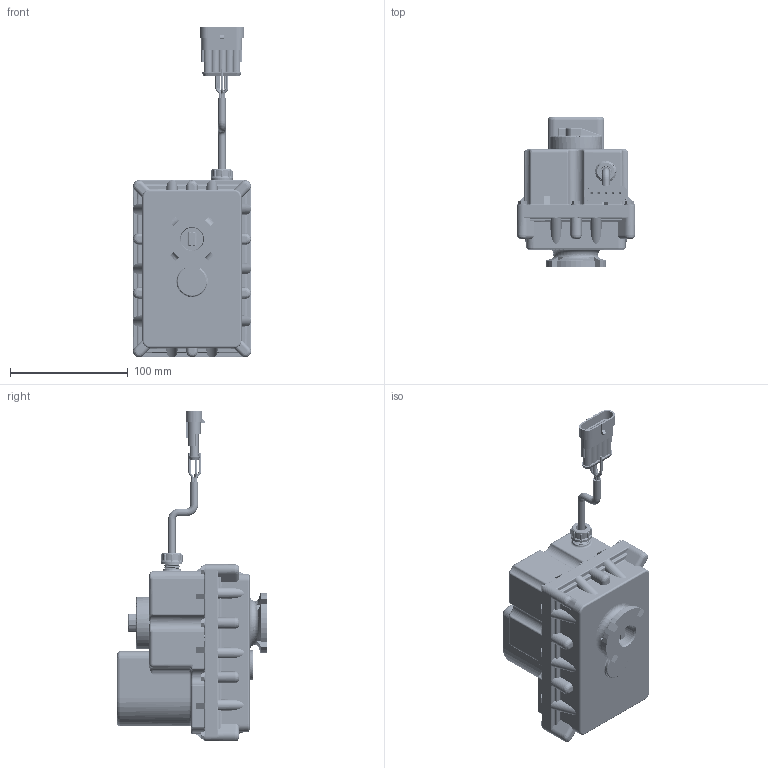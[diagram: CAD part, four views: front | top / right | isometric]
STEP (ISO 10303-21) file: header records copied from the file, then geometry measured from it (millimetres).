
FILE_DESCRIPTION(/* description */ ('EV ACTUATOR ASSEMBLY,1.25 SEC, 5 WIRE'),/* implementation_level */ '2;1');
FILE_NAME(/* name */ 'EV4309.stp',/* time_stamp */ '2023-05-19T12:38:35-04:00',/* author */ ('bgilbert'),/* organization */ (''),/* preprocessor_version */ 'ST-DEVELOPER v18.1',/* originating_system */ 'Autodesk Inventor 2022',/* authorisation */ '');
FILE_SCHEMA (('AUTOMOTIVE_DESIGN { 1 0 10303 214 3 1 1 }'));
Products named in the file (27): EV4309; MEV25101B; MEV25102D; MEV25102DX; VEL1004; VEL1005; VE49879; VE4987X; VE4987X_1; CAM; VE129A; Switch; Wire_5; 94639A199; VE15220; MVE107; VE107B; VE107B_1; F10E; VE109E; A162; MVE007; MVE002; A161; VE033; VE027; VE026
Assembly tree (46 placements, depth 4):
  EV4309
    MEV25101B
    MEV25102D
      MEV25102DX
      VEL1004
      VEL1005
    VE49879
      VE4987X
        VE4987X_1
        CAM  x2
      VE129A
        Switch  x2
        Wire_5
      94639A199  x2
    VE15220  x10
    MVE107
    VE107B
      VE107B_1
    F10E
    VE109E
    A162
    MVE007
    MVE002
    A161
    VE033
    VE027  x5
    VE026  x5
Bounding box: 100.33 x 128.4 x 281.39 mm (x, y, z)
Volume: 667397.4 mm3; surface area: 252719.3 mm2
Topology: 42 solids, 42 shells, 4777 faces, 12342 edges, 7827 vertices
Faces by surface type: plane 2117, cylinder 1227, bspline 572, torus 436, cone 381, sphere 44
Full cylindrical faces by diameter (mm): 1.4 x5, 2.032 x15, 2.159 x2, 2.616 x20, 2.794 x10, 2.921 x2, 3.048 x6, 3.302 x8, 3.4 x10, 3.505 x120, 3.81 x6, 3.9 x5, 4.064 x10, 4.4 x10, 4.47 x4, 5.5 x5, 5.9 x5, 6.35 x11, 7.62 x7, 7.938 x4, 8.001 x6, 8.128 x4, 8.331 x10, 8.839 x1, 9.525 x5, 9.55 x2, 9.601 x1, 10.16 x1, 11.176 x1, 12.7 x5
Entity records: 117198 total; most frequent: CARTESIAN_POINT 32320, ORIENTED_EDGE 18054, DIRECTION 16601, EDGE_CURVE 9027, VERTEX_POINT 5812, AXIS2_PLACEMENT_3D 5791, LINE 5019, VECTOR 5019
